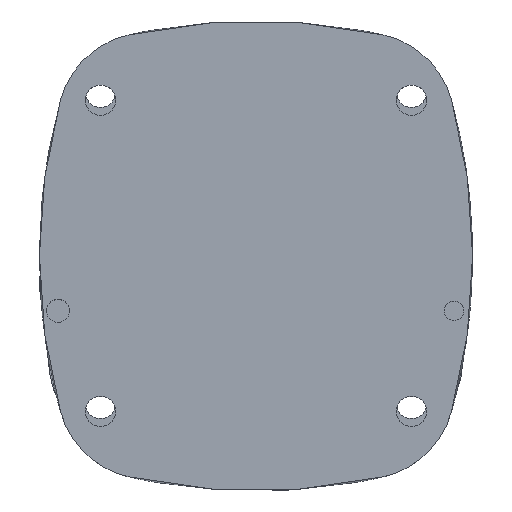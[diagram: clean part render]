
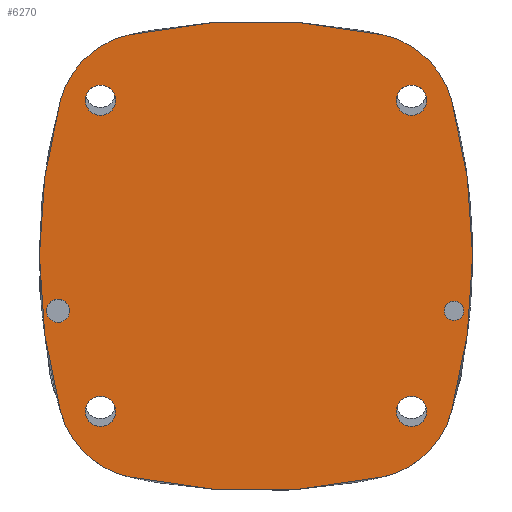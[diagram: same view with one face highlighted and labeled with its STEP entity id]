
A CAD part, top view. The second image highlights one B-rep face of the part: STEP entity #6270.
In plain terms, the highlighted face is planar.
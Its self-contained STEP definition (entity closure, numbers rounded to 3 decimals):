
#524=FACE_BOUND('',#1017,.T.);
#525=FACE_BOUND('',#1018,.T.);
#526=FACE_BOUND('',#1019,.T.);
#527=FACE_BOUND('',#1020,.T.);
#528=FACE_BOUND('',#1021,.T.);
#529=FACE_BOUND('',#1022,.T.);
#613=FACE_OUTER_BOUND('',#1016,.T.);
#1016=EDGE_LOOP('',(#4431,#4432,#4433,#4434,#4435,#4436,#4437,#4438));
#1017=EDGE_LOOP('',(#4439));
#1018=EDGE_LOOP('',(#4440));
#1019=EDGE_LOOP('',(#4441));
#1020=EDGE_LOOP('',(#4442));
#1021=EDGE_LOOP('',(#4443));
#1022=EDGE_LOOP('',(#4444));
#1454=CIRCLE('',#6784,320.);
#1455=CIRCLE('',#6785,50.);
#1456=CIRCLE('',#6786,320.);
#1457=CIRCLE('',#6787,50.);
#1458=CIRCLE('',#6788,320.);
#1459=CIRCLE('',#6789,50.);
#1460=CIRCLE('',#6790,320.);
#1461=CIRCLE('',#6791,50.);
#1462=CIRCLE('',#6792,5.296);
#1463=CIRCLE('',#6793,6.35);
#1464=CIRCLE('',#6794,8.25);
#1465=CIRCLE('',#6795,8.25);
#1466=CIRCLE('',#6796,8.25);
#1467=CIRCLE('',#6797,8.25);
#2641=VERTEX_POINT('',#9807);
#2642=VERTEX_POINT('',#9808);
#2643=VERTEX_POINT('',#9810);
#2644=VERTEX_POINT('',#9812);
#2645=VERTEX_POINT('',#9814);
#2646=VERTEX_POINT('',#9816);
#2647=VERTEX_POINT('',#9818);
#2648=VERTEX_POINT('',#9820);
#2649=VERTEX_POINT('',#9823);
#2650=VERTEX_POINT('',#9825);
#2651=VERTEX_POINT('',#9827);
#2652=VERTEX_POINT('',#9829);
#2653=VERTEX_POINT('',#9831);
#2654=VERTEX_POINT('',#9833);
#3309=EDGE_CURVE('',#2641,#2642,#1454,.T.);
#3310=EDGE_CURVE('',#2643,#2641,#1455,.T.);
#3311=EDGE_CURVE('',#2644,#2643,#1456,.T.);
#3312=EDGE_CURVE('',#2645,#2644,#1457,.T.);
#3313=EDGE_CURVE('',#2646,#2645,#1458,.T.);
#3314=EDGE_CURVE('',#2647,#2646,#1459,.T.);
#3315=EDGE_CURVE('',#2648,#2647,#1460,.T.);
#3316=EDGE_CURVE('',#2642,#2648,#1461,.T.);
#3317=EDGE_CURVE('',#2649,#2649,#1462,.T.);
#3318=EDGE_CURVE('',#2650,#2650,#1463,.T.);
#3319=EDGE_CURVE('',#2651,#2651,#1464,.T.);
#3320=EDGE_CURVE('',#2652,#2652,#1465,.T.);
#3321=EDGE_CURVE('',#2653,#2653,#1466,.T.);
#3322=EDGE_CURVE('',#2654,#2654,#1467,.T.);
#4431=ORIENTED_EDGE('',*,*,#3309,.F.);
#4432=ORIENTED_EDGE('',*,*,#3310,.F.);
#4433=ORIENTED_EDGE('',*,*,#3311,.F.);
#4434=ORIENTED_EDGE('',*,*,#3312,.F.);
#4435=ORIENTED_EDGE('',*,*,#3313,.F.);
#4436=ORIENTED_EDGE('',*,*,#3314,.F.);
#4437=ORIENTED_EDGE('',*,*,#3315,.F.);
#4438=ORIENTED_EDGE('',*,*,#3316,.F.);
#4439=ORIENTED_EDGE('',*,*,#3317,.T.);
#4440=ORIENTED_EDGE('',*,*,#3318,.T.);
#4441=ORIENTED_EDGE('',*,*,#3319,.T.);
#4442=ORIENTED_EDGE('',*,*,#3320,.T.);
#4443=ORIENTED_EDGE('',*,*,#3321,.T.);
#4444=ORIENTED_EDGE('',*,*,#3322,.T.);
#6148=PLANE('',#6783);
#6270=ADVANCED_FACE('',(#613,#524,#525,#526,#527,#528,#529),#6148,.F.);
#6783=AXIS2_PLACEMENT_3D('',#9806,#7815,#7816);
#6784=AXIS2_PLACEMENT_3D('',#9809,#7817,#7818);
#6785=AXIS2_PLACEMENT_3D('',#9811,#7819,#7820);
#6786=AXIS2_PLACEMENT_3D('',#9813,#7821,#7822);
#6787=AXIS2_PLACEMENT_3D('',#9815,#7823,#7824);
#6788=AXIS2_PLACEMENT_3D('',#9817,#7825,#7826);
#6789=AXIS2_PLACEMENT_3D('',#9819,#7827,#7828);
#6790=AXIS2_PLACEMENT_3D('',#9821,#7829,#7830);
#6791=AXIS2_PLACEMENT_3D('',#9822,#7831,#7832);
#6792=AXIS2_PLACEMENT_3D('',#9824,#7833,#7834);
#6793=AXIS2_PLACEMENT_3D('',#9826,#7835,#7836);
#6794=AXIS2_PLACEMENT_3D('',#9828,#7837,#7838);
#6795=AXIS2_PLACEMENT_3D('',#9830,#7839,#7840);
#6796=AXIS2_PLACEMENT_3D('',#9832,#7841,#7842);
#6797=AXIS2_PLACEMENT_3D('',#9834,#7843,#7844);
#7815=DIRECTION('center_axis',(0.,0.,1.));
#7816=DIRECTION('ref_axis',(1.,0.,0.));
#7817=DIRECTION('center_axis',(0.,0.,1.));
#7818=DIRECTION('ref_axis',(0.216,0.976,0.));
#7819=DIRECTION('center_axis',(0.,0.,1.));
#7820=DIRECTION('ref_axis',(0.964,0.266,0.));
#7821=DIRECTION('center_axis',(0.,0.,1.));
#7822=DIRECTION('ref_axis',(0.964,-0.266,0.));
#7823=DIRECTION('center_axis',(0.,0.,1.));
#7824=DIRECTION('ref_axis',(0.216,-0.976,0.));
#7825=DIRECTION('center_axis',(0.,0.,1.));
#7826=DIRECTION('ref_axis',(-0.216,-0.976,0.));
#7827=DIRECTION('center_axis',(0.,0.,1.));
#7828=DIRECTION('ref_axis',(-0.964,-0.266,0.));
#7829=DIRECTION('center_axis',(0.,0.,1.));
#7830=DIRECTION('ref_axis',(-0.964,0.266,0.));
#7831=DIRECTION('center_axis',(0.,0.,1.));
#7832=DIRECTION('ref_axis',(-0.216,0.976,0.));
#7833=DIRECTION('center_axis',(0.,0.,1.));
#7834=DIRECTION('ref_axis',(1.,0.,0.));
#7835=DIRECTION('center_axis',(0.,0.,1.));
#7836=DIRECTION('ref_axis',(1.,0.,0.));
#7837=DIRECTION('center_axis',(0.,0.,1.));
#7838=DIRECTION('ref_axis',(-1.,0.,0.));
#7839=DIRECTION('center_axis',(0.,0.,1.));
#7840=DIRECTION('ref_axis',(-1.,0.,0.));
#7841=DIRECTION('center_axis',(0.,0.,1.));
#7842=DIRECTION('ref_axis',(-1.,0.,0.));
#7843=DIRECTION('center_axis',(0.,0.,1.));
#7844=DIRECTION('ref_axis',(-1.,0.,0.));
#9806=CARTESIAN_POINT('Origin',(-25.,75.47,0.));
#9807=CARTESIAN_POINT('',(69.254,125.596,0.));
#9808=CARTESIAN_POINT('',(-69.254,125.596,0.));
#9809=CARTESIAN_POINT('Origin',(0.,-186.82,0.));
#9810=CARTESIAN_POINT('',(106.634,90.074,0.));
#9811=CARTESIAN_POINT('Origin',(58.433,76.781,0.));
#9812=CARTESIAN_POINT('',(106.634,-80.074,0.));
#9813=CARTESIAN_POINT('Origin',(-201.85,5.,0.));
#9814=CARTESIAN_POINT('',(69.254,-115.596,0.));
#9815=CARTESIAN_POINT('Origin',(58.433,-66.781,0.));
#9816=CARTESIAN_POINT('',(-69.254,-115.596,0.));
#9817=CARTESIAN_POINT('Origin',(0.,196.82,0.));
#9818=CARTESIAN_POINT('',(-106.634,-80.074,0.));
#9819=CARTESIAN_POINT('Origin',(-58.433,-66.781,0.));
#9820=CARTESIAN_POINT('',(-106.634,90.074,0.));
#9821=CARTESIAN_POINT('Origin',(201.85,5.,0.));
#9822=CARTESIAN_POINT('Origin',(-58.433,76.781,0.));
#9823=CARTESIAN_POINT('',(102.704,35.,0.));
#9824=CARTESIAN_POINT('Origin',(108.,35.,0.));
#9825=CARTESIAN_POINT('',(-114.35,35.,0.));
#9826=CARTESIAN_POINT('Origin',(-108.,35.,0.));
#9827=CARTESIAN_POINT('',(-76.603,89.853,0.));
#9828=CARTESIAN_POINT('Origin',(-84.853,89.853,0.));
#9829=CARTESIAN_POINT('',(93.103,89.853,0.));
#9830=CARTESIAN_POINT('Origin',(84.853,89.853,0.));
#9831=CARTESIAN_POINT('',(93.103,-79.853,0.));
#9832=CARTESIAN_POINT('Origin',(84.853,-79.853,0.));
#9833=CARTESIAN_POINT('',(-76.603,-79.853,0.));
#9834=CARTESIAN_POINT('Origin',(-84.853,-79.853,0.));
